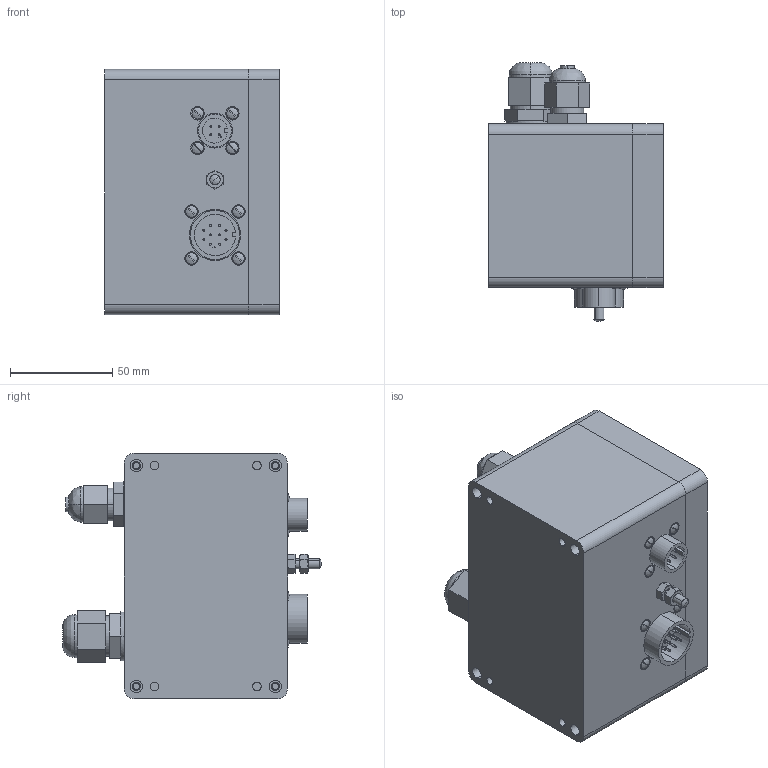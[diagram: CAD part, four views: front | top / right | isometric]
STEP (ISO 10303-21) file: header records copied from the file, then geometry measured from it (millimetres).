
FILE_DESCRIPTION((''),'2;1');
FILE_NAME('ST-100.stp','2025-10-15T22:36:00',(''),(''),'AutoCAD STEP 2000i','AutoCAD 2000i',', , ');
FILE_SCHEMA(('CONFIG_CONTROL_DESIGN'));
Length unit declared in the file: millimetre
Products named in the file (45): ST-100_41; 庉俵衭 G2105; ﾎﾑﾍﾎﾂﾀﾍﾈﾅ; 庈訹岍; 薰迗- ISO 7045 M4 X 20 - 4.8 - Z; ﾂﾂﾎﾄ ﾊﾀﾁ MG16; ~~~ﾃﾀﾉﾊﾀ ﾌ19ﾕ1; ~~ﾃﾀﾉﾊﾀ ﾌ19ﾕ1; ~ﾃﾀﾉﾊﾀ ﾍﾈﾆ; 2PM14ﾁ4ﾘ1ﾂ1; ﾑﾁﾎﾐﾊﾀ ﾊﾐﾅﾏﾅﾆ ﾌ3_ﾃﾀﾉﾊﾀ; ﾃﾀﾉﾊﾀ - M3 - GOST 5927; ﾘﾀﾉﾁﾀ - GOST 11371-78 - 3.2 A; 譜恲瓚 - 3 L - GOST 6402-70; 薰迗 - M3 X 10 - GOST 17474-80 - M3 X 10; ﾑﾁﾎﾐﾊﾀ ﾁﾎﾋﾒ ﾇﾀﾇﾅﾌﾋﾅﾍ ﾌ6; 薰迗 - M 5X20  - GOST 1491-70; 玹檐疿芡; ﾃﾀﾉﾊﾀ - M5 - GOST 5927; 2PM22ﾁ10ﾘ1ﾂ1; 旽鼯呿 ST-101; 玹攪岍; 捘恦岍 ST-102; ST-112V2; ST-132; ﾝﾊﾐﾀﾍ; ﾂﾒﾓﾋﾊﾀ ﾌ2_5ﾕ7; HV-舊恅; 庉迗檄浨抸抸; ﾃﾀﾉﾊﾀ ﾌ6ﾕ075; ﾂﾂﾎﾄ ﾊﾀﾁ MG12A; ﾎﾑﾍﾎﾂﾀ ﾂﾂﾎﾄﾀ; ﾂﾅﾐﾕﾍﾟﾟ ﾃﾀﾉﾊﾀ; ﾃﾀﾉﾊﾀ ﾍﾈﾆ; 寋覕酟岍豁呿; 觴蚎岍_舊恅; ﾏﾐﾎﾂﾎﾄﾀ; ﾑﾁﾎﾐﾊﾀ ﾊﾐﾅﾏﾅﾆ ﾌ2_5; ﾘﾀﾉﾁﾀ  - 2.7 A - GOST 11371-78; 譜恲瓚 - 2.5 L  GOST 6402-70  ...
Assembly tree (66 placements, depth 4):
  ST-100_41
    庉俵衭 G2105
      ﾎﾑﾍﾎﾂﾀﾍﾈﾅ
      庈訹岍
      薰迗- ISO 7045 M4 X 20 - 4.8 - Z  x4
    ﾂﾂﾎﾄ ﾊﾀﾁ MG16
      ~~~ﾃﾀﾉﾊﾀ ﾌ19ﾕ1
      ~~ﾃﾀﾉﾊﾀ ﾌ19ﾕ1
      ~ﾃﾀﾉﾊﾀ ﾍﾈﾆ
    2PM14ﾁ4ﾘ1ﾂ1
    ﾑﾁﾎﾐﾊﾀ ﾊﾐﾅﾏﾅﾆ ﾌ3_ﾃﾀﾉﾊﾀ  x8
      ﾃﾀﾉﾊﾀ - M3 - GOST 5927
      ﾘﾀﾉﾁﾀ - GOST 11371-78 - 3.2 A
      譜恲瓚 - 3 L - GOST 6402-70
    薰迗 - M3 X 10 - GOST 17474-80 - M3 X 10  x8
    ﾑﾁﾎﾐﾊﾀ ﾁﾎﾋﾒ ﾇﾀﾇﾅﾌﾋﾅﾍ ﾌ6
      薰迗 - M 5X20  - GOST 1491-70
      玹檐疿芡
      ﾃﾀﾉﾊﾀ - M5 - GOST 5927  x2
    2PM22ﾁ10ﾘ1ﾂ1
    旽鼯呿 ST-101
    玹攪岍
    捘恦岍 ST-102
      ST-112V2
      ST-132
      ﾝﾊﾐﾀﾍ
    ﾂﾒﾓﾋﾊﾀ ﾌ2_5ﾕ7  x3
    HV-舊恅
      庉迗檄浨抸抸
      ﾃﾀﾉﾊﾀ ﾌ6ﾕ075
      ﾂﾂﾎﾄ ﾊﾀﾁ MG12A
        ﾎﾑﾍﾎﾂﾀ ﾂﾂﾎﾄﾀ
        ﾂﾅﾐﾕﾍﾟﾟ ﾃﾀﾉﾊﾀ
        ﾃﾀﾉﾊﾀ ﾍﾈﾆ
      寋覕酟岍豁呿
      觴蚎岍_舊恅
      ﾏﾐﾎﾂﾎﾄﾀ
    ﾑﾁﾎﾐﾊﾀ ﾊﾐﾅﾏﾅﾆ ﾌ2_5  x3
      ﾘﾀﾉﾁﾀ  - 2.7 A - GOST 11371-78
      譜恲瓚 - 2.5 L  GOST 6402-70 
      ﾃﾀﾉﾊﾀ - M2.5 - GOST 5927
      薰迗 - M2.5 X 16 - GOST 17475-80
    ﾒﾅﾐﾌﾎﾈﾇﾎﾋﾟﾒﾎﾐ
    ST-122
    top
Bounding box: 85.52 x 126.5 x 120 mm (x, y, z)
Volume: 290117.6 mm3; surface area: 226923.9 mm2
Topology: 76 solids, 76 shells, 1806 faces, 6742 edges, 7657 vertices
Faces by surface type: plane 774, cylinder 710, cone 268, sphere 26, torus 14, bspline 14
Entity records: 49335 total; most frequent: CARTESIAN_POINT 11086, DIRECTION 8700, ORIENTED_EDGE 5412, VECTOR 3852, LINE 3852, EDGE_CURVE 2706, TRIMMED_CURVE 2448, AXIS2_PLACEMENT_3D 2424
